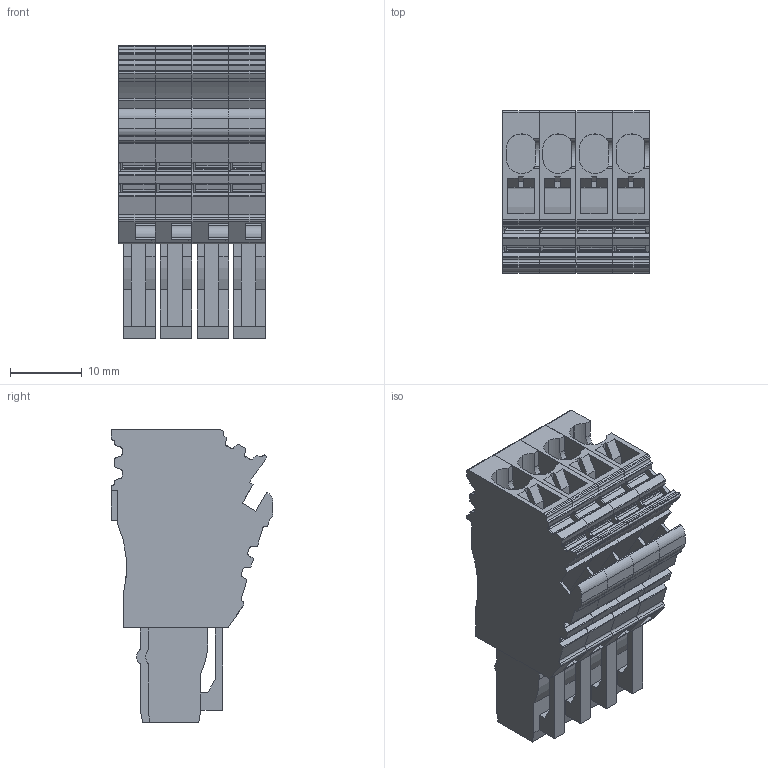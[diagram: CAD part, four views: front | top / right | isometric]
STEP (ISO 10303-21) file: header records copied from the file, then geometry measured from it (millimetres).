
FILE_DESCRIPTION(('CATIA V5R22 STEP214','CAx-IF Rec.Pracs.--- Model Styling and Organization---1.4--- 2014-01-23'),'2;1');
FILE_NAME ('022650-2_0', '2021-04-21T07:12:44+00:00', ('Weidmueller Interface'), ('Weidmueller'), 'CATIA Version 5-6 Release 2016 SP3 HF44', 'CATIA V5 STEP AP214', 'none');
FILE_SCHEMA(('AUTOMOTIVE_DESIGN { 1 0 10303 214 1 1 1 1 }'));
Length unit declared in the file: millimetre
Products named in the file (1): 34456 ZP 2.5/1AN/QV/..._AllCATPart
Bounding box: 20.4 x 22.55 x 40.75 mm (x, y, z)
Volume: 9769.2 mm3; surface area: 9905.2 mm2
Topology: 4 solids, 4 shells, 1256 faces, 3744 edges, 2506 vertices
Faces by surface type: plane 721, cylinder 525, extrusion 10
Entity records: 41257 total; most frequent: CARTESIAN_POINT 8459, ORIENTED_EDGE 7488, DIRECTION 5724, EDGE_CURVE 3744, VECTOR 2611, LINE 2601, VERTEX_POINT 2506, AXIS2_PLACEMENT_3D 1972
